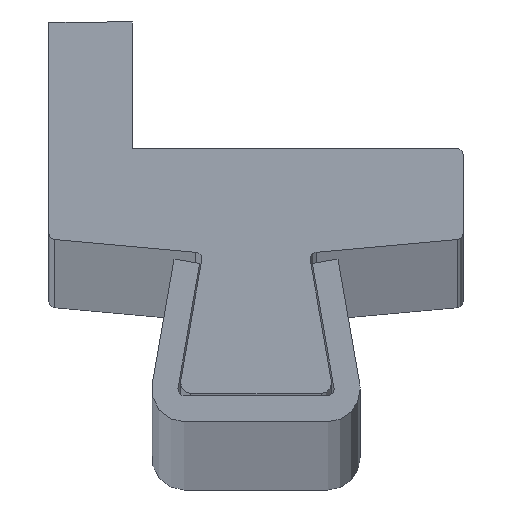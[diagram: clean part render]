
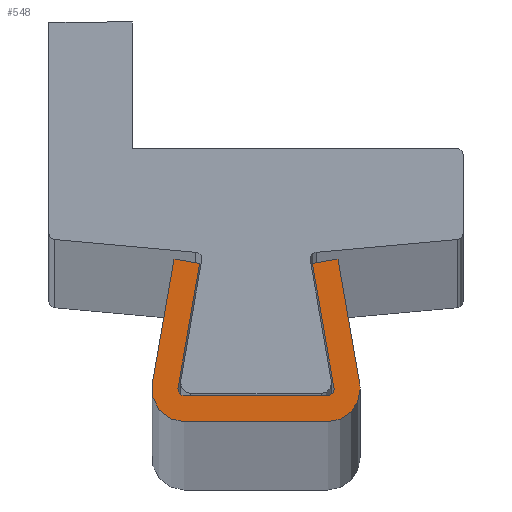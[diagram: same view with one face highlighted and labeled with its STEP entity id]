
A CAD part, top view. The second image highlights one B-rep face of the part: STEP entity #548.
In plain terms, the highlighted planar face has unit normal (0, 0, 1).
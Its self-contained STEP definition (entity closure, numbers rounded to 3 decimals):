
#25 = CARTESIAN_POINT ( 'NONE',  ( -5.5, -3.22, 0. ) ) ;
#42 = ORIENTED_EDGE ( 'NONE', *, *, #895, .T. ) ;
#51 = ORIENTED_EDGE ( 'NONE', *, *, #1447, .T. ) ;
#58 = VECTOR ( 'NONE', #209, 1000. ) ;
#91 = ORIENTED_EDGE ( 'NONE', *, *, #347, .T. ) ;
#103 = VERTEX_POINT ( 'NONE', #181 ) ;
#106 = LINE ( 'NONE', #658, #858 ) ;
#117 = EDGE_CURVE ( 'NONE', #1177, #1324, #1277, .T. ) ;
#126 = ORIENTED_EDGE ( 'NONE', *, *, #1229, .T. ) ;
#147 = DIRECTION ( 'NONE',  ( -0.171, 0.985, 0. ) ) ;
#175 = VECTOR ( 'NONE', #996, 1000. ) ;
#176 = VERTEX_POINT ( 'NONE', #1719 ) ;
#181 = CARTESIAN_POINT ( 'NONE',  ( 4.327, 6.437, 0. ) ) ;
#195 = VECTOR ( 'NONE', #431, 1000. ) ;
#205 = CIRCLE ( 'NONE', #1244, 0.5 ) ;
#209 = DIRECTION ( 'NONE',  ( 0.171, -0.985, 0. ) ) ;
#219 = CARTESIAN_POINT ( 'NONE',  ( -5.5, -5.72, 0. ) ) ;
#242 = CARTESIAN_POINT ( 'NONE',  ( -6.298, 6.78, 0. ) ) ;
#253 = VERTEX_POINT ( 'NONE', #387 ) ;
#262 = CARTESIAN_POINT ( 'NONE',  ( 5.5, -5.72, 0. ) ) ;
#279 = DIRECTION ( 'NONE',  ( 0., 0., -1. ) ) ;
#288 = CARTESIAN_POINT ( 'NONE',  ( -6.298, 6.78, 0. ) ) ;
#342 = VERTEX_POINT ( 'NONE', #834 ) ;
#347 = EDGE_CURVE ( 'NONE', #1324, #1429, #205, .T. ) ;
#357 = EDGE_CURVE ( 'NONE', #1429, #342, #1117, .T. ) ;
#384 = EDGE_CURVE ( 'NONE', #530, #578, #106, .T. ) ;
#387 = CARTESIAN_POINT ( 'NONE',  ( -7.963, -2.792, 0. ) ) ;
#431 = DIRECTION ( 'NONE',  ( -0.985, -0.171, 0. ) ) ;
#446 = AXIS2_PLACEMENT_3D ( 'NONE', #606, #1572, #1715 ) ;
#472 = LINE ( 'NONE', #1030, #1055 ) ;
#505 = DIRECTION ( 'NONE',  ( 0., 0., -1. ) ) ;
#509 = VERTEX_POINT ( 'NONE', #524 ) ;
#513 = PLANE ( 'NONE',  #805 ) ;
#521 = ORIENTED_EDGE ( 'NONE', *, *, #1700, .T. ) ;
#524 = CARTESIAN_POINT ( 'NONE',  ( 5.993, -3.134, 0. ) ) ;
#530 = VERTEX_POINT ( 'NONE', #1774 ) ;
#539 = AXIS2_PLACEMENT_3D ( 'NONE', #920, #505, #898 ) ;
#547 = DIRECTION ( 'NONE',  ( -0.985, 0.171, 0. ) ) ;
#548 = ADVANCED_FACE ( 'NONE', ( #926 ), #513, .T. ) ;
#562 = DIRECTION ( 'NONE',  ( 1., 0., 0. ) ) ;
#563 = CARTESIAN_POINT ( 'NONE',  ( 6.298, 6.78, 0. ) ) ;
#564 = CARTESIAN_POINT ( 'NONE',  ( 6., -3.22, 0. ) ) ;
#573 = DIRECTION ( 'NONE',  ( 0., 0., -1. ) ) ;
#578 = VERTEX_POINT ( 'NONE', #1255 ) ;
#584 = CARTESIAN_POINT ( 'NONE',  ( -5.5, -3.22, 0. ) ) ;
#588 = EDGE_CURVE ( 'NONE', #342, #713, #1233, .T. ) ;
#606 = CARTESIAN_POINT ( 'NONE',  ( 5.5, -3.22, 0. ) ) ;
#635 = CARTESIAN_POINT ( 'NONE',  ( 5.5, -3.22, 0. ) ) ;
#637 = VERTEX_POINT ( 'NONE', #262 ) ;
#649 = CIRCLE ( 'NONE', #1358, 0.5 ) ;
#651 = AXIS2_PLACEMENT_3D ( 'NONE', #635, #1201, #751 ) ;
#658 = CARTESIAN_POINT ( 'NONE',  ( 7.963, -2.792, 0. ) ) ;
#713 = VERTEX_POINT ( 'NONE', #242 ) ;
#732 = CIRCLE ( 'NONE', #446, 2.5 ) ;
#741 = VERTEX_POINT ( 'NONE', #219 ) ;
#751 = DIRECTION ( 'NONE',  ( 1., 0., 0. ) ) ;
#772 = DIRECTION ( 'NONE',  ( 1., 0., 0. ) ) ;
#805 = AXIS2_PLACEMENT_3D ( 'NONE', #1220, #1476, #772 ) ;
#818 = ORIENTED_EDGE ( 'NONE', *, *, #357, .T. ) ;
#834 = CARTESIAN_POINT ( 'NONE',  ( -4.327, 6.437, 0. ) ) ;
#835 = CARTESIAN_POINT ( 'NONE',  ( 5.5, -3.72, 0. ) ) ;
#858 = VECTOR ( 'NONE', #147, 1000. ) ;
#864 = DIRECTION ( 'NONE',  ( 1., 0., 0. ) ) ;
#873 = LINE ( 'NONE', #1279, #58 ) ;
#895 = EDGE_CURVE ( 'NONE', #253, #741, #1328, .T. ) ;
#898 = DIRECTION ( 'NONE',  ( 1., 0., 0. ) ) ;
#901 = ORIENTED_EDGE ( 'NONE', *, *, #1416, .T. ) ;
#920 = CARTESIAN_POINT ( 'NONE',  ( 5.5, -3.22, 0. ) ) ;
#926 = FACE_OUTER_BOUND ( 'NONE', #1090, .T. ) ;
#949 = CIRCLE ( 'NONE', #651, 2.5 ) ;
#952 = EDGE_CURVE ( 'NONE', #509, #1652, #1011, .T. ) ;
#986 = EDGE_CURVE ( 'NONE', #637, #176, #949, .T. ) ;
#989 = CARTESIAN_POINT ( 'NONE',  ( -5.5, -3.72, 0. ) ) ;
#996 = DIRECTION ( 'NONE',  ( 0.171, 0.985, 0. ) ) ;
#1011 = CIRCLE ( 'NONE', #539, 0.5 ) ;
#1030 = CARTESIAN_POINT ( 'NONE',  ( -5.5, -5.72, 0. ) ) ;
#1055 = VECTOR ( 'NONE', #1407, 1000. ) ;
#1078 = ORIENTED_EDGE ( 'NONE', *, *, #117, .T. ) ;
#1089 = CARTESIAN_POINT ( 'NONE',  ( -5.5, -3.72, 0. ) ) ;
#1090 = EDGE_LOOP ( 'NONE', ( #1658, #1466, #42, #51, #1113, #1601, #1565, #126, #901, #1226, #521, #1078, #91, #818 ) ) ;
#1113 = ORIENTED_EDGE ( 'NONE', *, *, #986, .T. ) ;
#1117 = LINE ( 'NONE', #1675, #175 ) ;
#1137 = LINE ( 'NONE', #563, #195 ) ;
#1138 = CARTESIAN_POINT ( 'NONE',  ( 5.5, -3.22, 0. ) ) ;
#1140 = DIRECTION ( 'NONE',  ( 0., 0., 1. ) ) ;
#1177 = VERTEX_POINT ( 'NONE', #835 ) ;
#1201 = DIRECTION ( 'NONE',  ( 0., 0., 1. ) ) ;
#1220 = CARTESIAN_POINT ( 'NONE',  ( -5.5, -3.22, 0. ) ) ;
#1226 = ORIENTED_EDGE ( 'NONE', *, *, #952, .T. ) ;
#1229 = EDGE_CURVE ( 'NONE', #578, #103, #1137, .T. ) ;
#1233 = LINE ( 'NONE', #288, #1538 ) ;
#1244 = AXIS2_PLACEMENT_3D ( 'NONE', #25, #279, #562 ) ;
#1255 = CARTESIAN_POINT ( 'NONE',  ( 6.298, 6.78, 0. ) ) ;
#1277 = LINE ( 'NONE', #989, #1296 ) ;
#1279 = CARTESIAN_POINT ( 'NONE',  ( 5.993, -3.134, 0. ) ) ;
#1296 = VECTOR ( 'NONE', #1703, 1000. ) ;
#1324 = VERTEX_POINT ( 'NONE', #1089 ) ;
#1328 = CIRCLE ( 'NONE', #1442, 2.5 ) ;
#1358 = AXIS2_PLACEMENT_3D ( 'NONE', #1138, #573, #864 ) ;
#1407 = DIRECTION ( 'NONE',  ( 1., 0., 0. ) ) ;
#1416 = EDGE_CURVE ( 'NONE', #103, #509, #873, .T. ) ;
#1429 = VERTEX_POINT ( 'NONE', #1599 ) ;
#1440 = EDGE_CURVE ( 'NONE', #176, #530, #732, .T. ) ;
#1442 = AXIS2_PLACEMENT_3D ( 'NONE', #584, #1140, #1678 ) ;
#1447 = EDGE_CURVE ( 'NONE', #741, #637, #472, .T. ) ;
#1450 = DIRECTION ( 'NONE',  ( -0.171, -0.985, 0. ) ) ;
#1466 = ORIENTED_EDGE ( 'NONE', *, *, #1772, .T. ) ;
#1476 = DIRECTION ( 'NONE',  ( 0., 0., 1. ) ) ;
#1531 = VECTOR ( 'NONE', #1450, 1000. ) ;
#1538 = VECTOR ( 'NONE', #547, 1000. ) ;
#1565 = ORIENTED_EDGE ( 'NONE', *, *, #384, .T. ) ;
#1569 = CARTESIAN_POINT ( 'NONE',  ( -6.298, 6.78, 0. ) ) ;
#1572 = DIRECTION ( 'NONE',  ( 0., 0., 1. ) ) ;
#1599 = CARTESIAN_POINT ( 'NONE',  ( -5.993, -3.134, 0. ) ) ;
#1601 = ORIENTED_EDGE ( 'NONE', *, *, #1440, .T. ) ;
#1652 = VERTEX_POINT ( 'NONE', #564 ) ;
#1658 = ORIENTED_EDGE ( 'NONE', *, *, #588, .T. ) ;
#1675 = CARTESIAN_POINT ( 'NONE',  ( -4.327, 6.437, 0. ) ) ;
#1678 = DIRECTION ( 'NONE',  ( 1., 0., 0. ) ) ;
#1688 = LINE ( 'NONE', #1569, #1531 ) ;
#1700 = EDGE_CURVE ( 'NONE', #1652, #1177, #649, .T. ) ;
#1703 = DIRECTION ( 'NONE',  ( -1., 0., 0. ) ) ;
#1715 = DIRECTION ( 'NONE',  ( 1., 0., 0. ) ) ;
#1719 = CARTESIAN_POINT ( 'NONE',  ( 8., -3.22, 0. ) ) ;
#1772 = EDGE_CURVE ( 'NONE', #713, #253, #1688, .T. ) ;
#1774 = CARTESIAN_POINT ( 'NONE',  ( 7.963, -2.792, 0. ) ) ;
